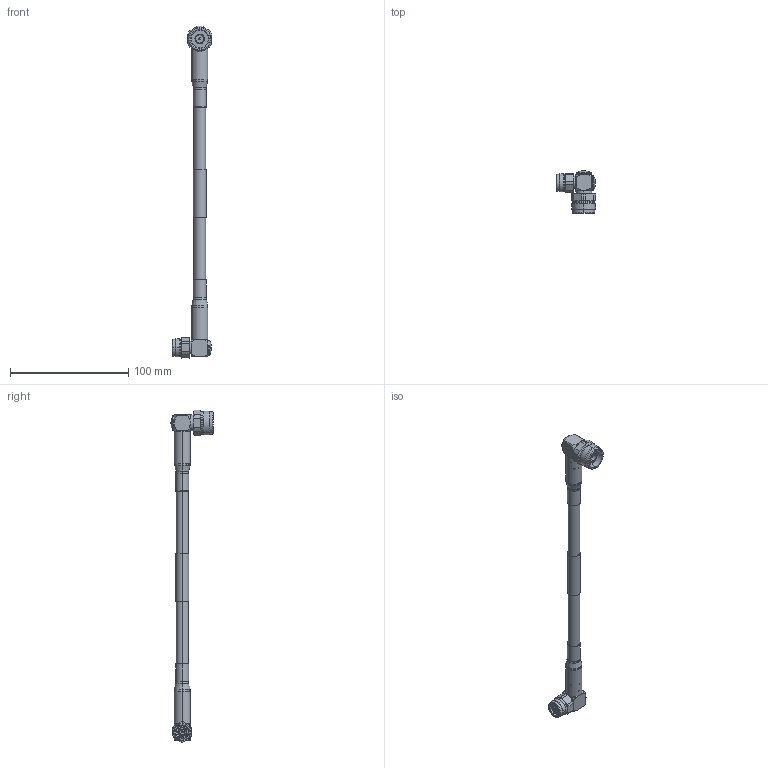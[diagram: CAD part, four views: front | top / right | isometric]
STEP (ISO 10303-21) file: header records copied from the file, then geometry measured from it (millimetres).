
FILE_DESCRIPTION (( 'STEP AP214' ), '1' );
FILE_NAME ('FMCA3193-0600_3D.step', '2023-05-01T22:01:08', ( '' ), ( '' ), 'SwSTEP 2.0', 'SolidWorks 2022', '' );
FILE_SCHEMA (( 'AUTOMOTIVE_DESIGN' ));
Length unit declared in the file: inch
Products named in the file (11): LMR-400-FM_WITH LABEL; TC-400-TM-RA-D_cap; TC-400-TM-RA-D_ferrule; TC-400-NMH-RA-D_ferrule; TC-400-NMH-RA-D_body; LMR-400_HEATSHRINK-FM_FOR N-MALE CONN TC-400-NMH-RA-D; TC-400-NMH-RA-D_cap; TC-400-NMH-RA-D; FMCA3193-0600_3D; TC-400-TM-RA-D; TC-400-TM-RA-D_body
Assembly tree (11 placements, depth 3):
  FMCA3193-0600_3D
    LMR-400-FM_WITH LABEL
    TC-400-NMH-RA-D
      TC-400-NMH-RA-D_body
      TC-400-NMH-RA-D_cap
      TC-400-NMH-RA-D_ferrule
    TC-400-TM-RA-D
      TC-400-TM-RA-D_body
      TC-400-TM-RA-D_cap
      TC-400-TM-RA-D_ferrule
    LMR-400_HEATSHRINK-FM_FOR N-MALE CONN TC-400-NMH-RA-D  x2
Bounding box: 33.41 x 36.06 x 280.69 mm (x, y, z)
Volume: 34169 mm3; surface area: 27743.9 mm2
Topology: 11 solids, 11 shells, 402 faces, 841 edges, 489 vertices
Faces by surface type: cone 156, cylinder 131, plane 79, torus 34, sphere 2
Entity records: 11029 total; most frequent: CARTESIAN_POINT 2106, DIRECTION 1971, ORIENTED_EDGE 1598, AXIS2_PLACEMENT_3D 824, EDGE_CURVE 799, VERTEX_POINT 467, CIRCLE 426, EDGE_LOOP 418
